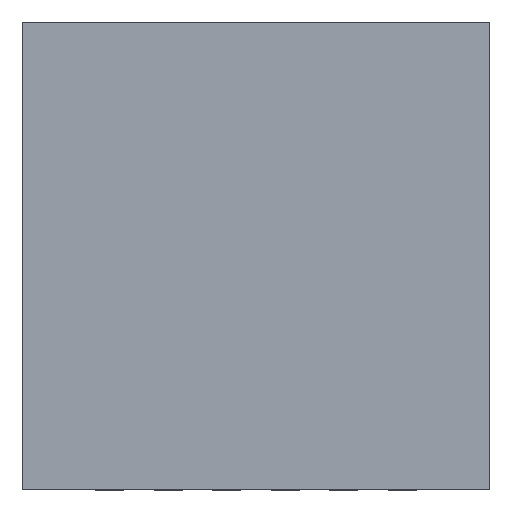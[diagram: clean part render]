
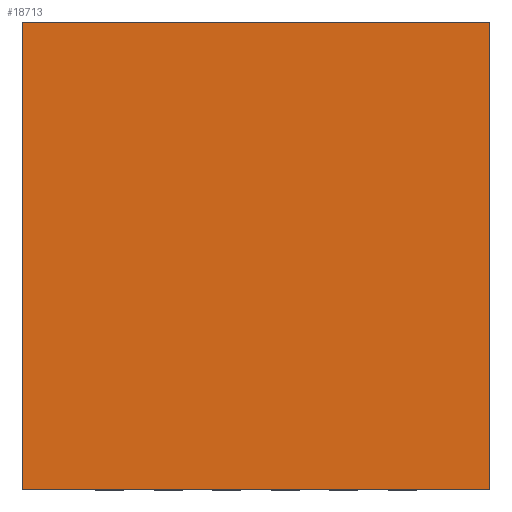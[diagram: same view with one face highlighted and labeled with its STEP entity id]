
A CAD part, top view. The second image highlights one B-rep face of the part: STEP entity #18713.
In plain terms, the highlighted face is planar.
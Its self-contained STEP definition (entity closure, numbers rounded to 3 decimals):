
#14176=DIRECTION('',(0.,0.,1.));
#14177=VECTOR('',#14176,4.);
#14178=CARTESIAN_POINT('',(-2.,0.975,-2.));
#14179=LINE('',#14178,#14177);
#14183=DIRECTION('',(-1.,0.,0.));
#14184=VECTOR('',#14183,4.);
#14185=CARTESIAN_POINT('',(2.,0.975,-2.));
#14186=LINE('',#14185,#14184);
#14190=DIRECTION('',(0.,0.,-1.));
#14191=VECTOR('',#14190,4.);
#14192=CARTESIAN_POINT('',(2.,0.975,2.));
#14193=LINE('',#14192,#14191);
#14197=DIRECTION('',(1.,0.,0.));
#14198=VECTOR('',#14197,4.);
#14199=CARTESIAN_POINT('',(-2.,0.975,2.));
#14200=LINE('',#14199,#14198);
#15504=CARTESIAN_POINT('',(-2.,0.975,-2.));
#15505=CARTESIAN_POINT('',(-2.,0.975,2.));
#15506=VERTEX_POINT('',#15504);
#15507=VERTEX_POINT('',#15505);
#15508=CARTESIAN_POINT('',(2.,0.975,2.));
#15509=VERTEX_POINT('',#15508);
#15510=CARTESIAN_POINT('',(2.,0.975,-2.));
#15511=VERTEX_POINT('',#15510);
#18702=CARTESIAN_POINT('',(0.,0.975,0.));
#18703=DIRECTION('',(0.,1.,0.));
#18704=DIRECTION('',(1.,0.,0.));
#18705=AXIS2_PLACEMENT_3D('',#18702,#18703,#18704);
#18706=PLANE('',#18705);
#18707=ORIENTED_EDGE('',*,*,#16930,.F.);
#18708=ORIENTED_EDGE('',*,*,#17055,.F.);
#18709=ORIENTED_EDGE('',*,*,#17807,.F.);
#18710=ORIENTED_EDGE('',*,*,#18523,.F.);
#18711=EDGE_LOOP('',(#18707,#18708,#18709,#18710));
#18712=FACE_OUTER_BOUND('',#18711,.F.);
#16930=EDGE_CURVE('',#15506,#15507,#14179,.T.);
#17055=EDGE_CURVE('',#15511,#15506,#14186,.T.);
#17807=EDGE_CURVE('',#15509,#15511,#14193,.T.);
#18523=EDGE_CURVE('',#15507,#15509,#14200,.T.);
#18713=ADVANCED_FACE('',(#18712),#18706,.T.);
